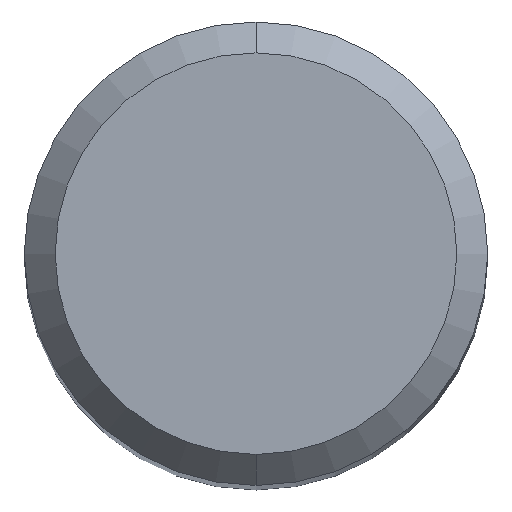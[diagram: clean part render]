
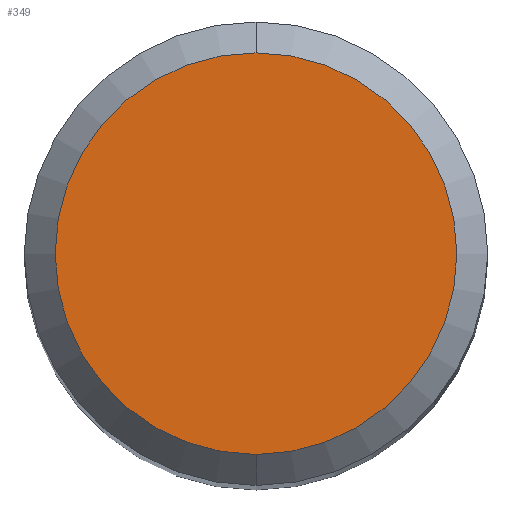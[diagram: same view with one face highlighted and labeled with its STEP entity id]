
A CAD part, top view. The second image highlights one B-rep face of the part: STEP entity #349.
In plain terms, the highlighted planar face has unit normal (0, 0, 1).
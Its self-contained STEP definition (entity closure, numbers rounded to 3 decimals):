
#329=VERTEX_POINT('',#698);
#335=EDGE_CURVE('',#525,#329,#704,.T.);
#349=ADVANCED_FACE('',(#718),#719,.T.);
#497=EDGE_CURVE('',#329,#525,#886,.T.);
#525=VERTEX_POINT('',#922);
#698=CARTESIAN_POINT('',(0.,-2.6,0.0));
#704=CIRCLE('',#1238,2.6);
#718=FACE_OUTER_BOUND('',#1253,.T.);
#719=PLANE('',#1254);
#886=CIRCLE('',#1573,2.6);
#922=CARTESIAN_POINT('',(0.0,2.6,0.0));
#1238=AXIS2_PLACEMENT_3D('',#1806,#1807,#1808);
#1253=EDGE_LOOP('',(#1813,#1814));
#1254=AXIS2_PLACEMENT_3D('',#1815,#1816,#1817);
#1573=AXIS2_PLACEMENT_3D('',#2038,#2039,#2040);
#1806=CARTESIAN_POINT('',(0.0,0.0,0.0));
#1807=DIRECTION('',(0.0,0.0,-1.0));
#1808=DIRECTION('',(0.0,1.0,0.0));
#1813=ORIENTED_EDGE('',*,*,#335,.F.);
#1814=ORIENTED_EDGE('',*,*,#497,.F.);
#1815=CARTESIAN_POINT('',(0.0,1.3,0.0));
#1816=DIRECTION('',(-0.0,0.0,1.0));
#1817=DIRECTION('',(0.0,-1.0,0.0));
#2038=CARTESIAN_POINT('',(0.0,0.0,0.0));
#2039=DIRECTION('',(0.0,0.0,-1.0));
#2040=DIRECTION('',(0.0,1.0,0.0));
